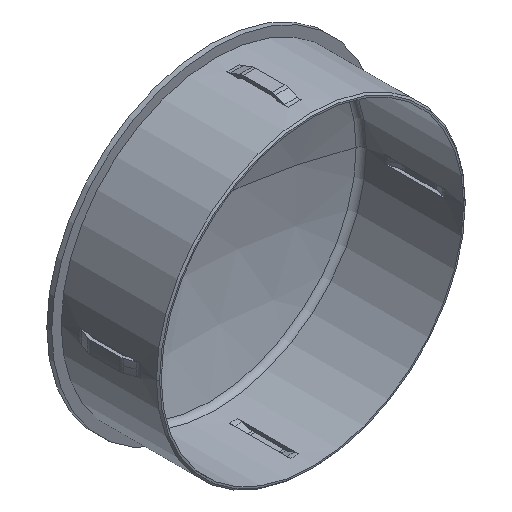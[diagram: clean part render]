
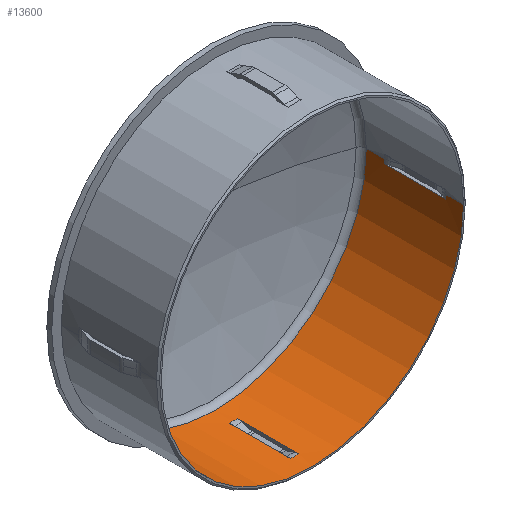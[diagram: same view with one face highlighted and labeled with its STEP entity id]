
A CAD part, isometric view. The second image highlights one B-rep face of the part: STEP entity #13600.
In plain terms, the highlighted cylindrical face has radius 46.85 mm (diameter 93.7 mm), a partial arc.
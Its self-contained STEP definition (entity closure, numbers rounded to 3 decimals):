
#213 = AXIS2_PLACEMENT_3D ( 'NONE', #5253, #8708, #14393 ) ;
#286 = CARTESIAN_POINT ( 'NONE',  ( -1.25, 5.5, -46.833 ) ) ;
#315 = CARTESIAN_POINT ( 'NONE',  ( 0., 5.5, 0. ) ) ;
#432 = CARTESIAN_POINT ( 'NONE',  ( 46.833, 24.5, -1.25 ) ) ;
#597 = DIRECTION ( 'NONE',  ( 0., -1., 0. ) ) ;
#603 = CARTESIAN_POINT ( 'NONE',  ( 46.85, 0., 0. ) ) ;
#668 = CARTESIAN_POINT ( 'NONE',  ( -46.833, 5.5, -1.25 ) ) ;
#695 = DIRECTION ( 'NONE',  ( 0., -1., 0. ) ) ;
#996 = LINE ( 'NONE', #10839, #3719 ) ;
#1116 = CARTESIAN_POINT ( 'NONE',  ( -46.85, 30.151, 0. ) ) ;
#1135 = CARTESIAN_POINT ( 'NONE',  ( -46.85, 5.5, 0. ) ) ;
#1277 = ORIENTED_EDGE ( 'NONE', *, *, #12671, .T. ) ;
#1664 = AXIS2_PLACEMENT_3D ( 'NONE', #5255, #597, #7555 ) ;
#1708 = LINE ( 'NONE', #1800, #12639 ) ;
#1800 = CARTESIAN_POINT ( 'NONE',  ( -46.85, 40.5, 0. ) ) ;
#1847 = EDGE_CURVE ( 'NONE', #11582, #13779, #1708, .T. ) ;
#1910 = LINE ( 'NONE', #4373, #4612 ) ;
#1987 = VERTEX_POINT ( 'NONE', #6735 ) ;
#2013 = EDGE_CURVE ( 'NONE', #11281, #3553, #5647, .T. ) ;
#2052 = ORIENTED_EDGE ( 'NONE', *, *, #5012, .F. ) ;
#2092 = ORIENTED_EDGE ( 'NONE', *, *, #7892, .F. ) ;
#2139 = EDGE_CURVE ( 'NONE', #13779, #8013, #8360, .T. ) ;
#2292 = ORIENTED_EDGE ( 'NONE', *, *, #12465, .T. ) ;
#2430 = AXIS2_PLACEMENT_3D ( 'NONE', #8826, #11097, #6665 ) ;
#2472 = DIRECTION ( 'NONE',  ( 0., -1., 0. ) ) ;
#2519 = CARTESIAN_POINT ( 'NONE',  ( -1.25, 24.5, -46.833 ) ) ;
#2524 = CIRCLE ( 'NONE', #1664, 46.85 ) ;
#2573 = DIRECTION ( 'NONE',  ( 1., 0., 0. ) ) ;
#2623 = CARTESIAN_POINT ( 'NONE',  ( -46.85, 40.5, 0. ) ) ;
#2736 = CARTESIAN_POINT ( 'NONE',  ( 0., 24.5, 0. ) ) ;
#2797 = CARTESIAN_POINT ( 'NONE',  ( 0., 24.5, 0. ) ) ;
#2833 = DIRECTION ( 'NONE',  ( 0., -1., 0. ) ) ;
#2920 = CARTESIAN_POINT ( 'NONE',  ( 46.833, 5.5, -1.25 ) ) ;
#3011 = CARTESIAN_POINT ( 'NONE',  ( 46.85, 40.5, 0. ) ) ;
#3553 = VERTEX_POINT ( 'NONE', #286 ) ;
#3638 = VERTEX_POINT ( 'NONE', #432 ) ;
#3655 = DIRECTION ( 'NONE',  ( 0., -1., 0. ) ) ;
#3690 = CARTESIAN_POINT ( 'NONE',  ( -46.85, 0., 0. ) ) ;
#3719 = VECTOR ( 'NONE', #2833, 1000. ) ;
#3841 = DIRECTION ( 'NONE',  ( 0., -1., 0. ) ) ;
#3948 = DIRECTION ( 'NONE',  ( 1., 0., 0. ) ) ;
#4068 = AXIS2_PLACEMENT_3D ( 'NONE', #6400, #695, #5211 ) ;
#4078 = CARTESIAN_POINT ( 'NONE',  ( 0., 30.151, 0. ) ) ;
#4161 = CIRCLE ( 'NONE', #10934, 46.85 ) ;
#4178 = ORIENTED_EDGE ( 'NONE', *, *, #1847, .T. ) ;
#4231 = VERTEX_POINT ( 'NONE', #668 ) ;
#4373 = CARTESIAN_POINT ( 'NONE',  ( 1.25, 95.879, -46.833 ) ) ;
#4608 = AXIS2_PLACEMENT_3D ( 'NONE', #2736, #9422, #2573 ) ;
#4612 = VECTOR ( 'NONE', #5795, 1000. ) ;
#4980 = LINE ( 'NONE', #9864, #7300 ) ;
#5012 = EDGE_CURVE ( 'NONE', #12226, #8673, #8047, .T. ) ;
#5042 = FACE_OUTER_BOUND ( 'NONE', #12154, .T. ) ;
#5211 = DIRECTION ( 'NONE',  ( 1., 0., 0. ) ) ;
#5218 = VECTOR ( 'NONE', #8617, 1000. ) ;
#5253 = CARTESIAN_POINT ( 'NONE',  ( 0., 0., 0. ) ) ;
#5255 = CARTESIAN_POINT ( 'NONE',  ( 0., 5.5, 0. ) ) ;
#5409 = ORIENTED_EDGE ( 'NONE', *, *, #7847, .T. ) ;
#5531 = ORIENTED_EDGE ( 'NONE', *, *, #2139, .T. ) ;
#5647 = LINE ( 'NONE', #12550, #11344 ) ;
#5795 = DIRECTION ( 'NONE',  ( 0., -1., 0. ) ) ;
#6108 = FACE_BOUND ( 'NONE', #11503, .T. ) ;
#6236 = CARTESIAN_POINT ( 'NONE',  ( 1.25, 24.5, -46.833 ) ) ;
#6364 = EDGE_CURVE ( 'NONE', #3638, #12861, #4980, .T. ) ;
#6400 = CARTESIAN_POINT ( 'NONE',  ( 0., 5.5, 0. ) ) ;
#6552 = EDGE_CURVE ( 'NONE', #1987, #14352, #14454, .T. ) ;
#6637 = DIRECTION ( 'NONE',  ( 0., -1., 0. ) ) ;
#6665 = DIRECTION ( 'NONE',  ( 1., 0., 0. ) ) ;
#6679 = DIRECTION ( 'NONE',  ( 1., 0., 0. ) ) ;
#6735 = CARTESIAN_POINT ( 'NONE',  ( -46.85, 24.5, 0. ) ) ;
#6855 = AXIS2_PLACEMENT_3D ( 'NONE', #4078, #12053, #14412 ) ;
#7300 = VECTOR ( 'NONE', #3655, 1000. ) ;
#7480 = ORIENTED_EDGE ( 'NONE', *, *, #8645, .T. ) ;
#7519 = VERTEX_POINT ( 'NONE', #6236 ) ;
#7536 = CIRCLE ( 'NONE', #4068, 46.85 ) ;
#7555 = DIRECTION ( 'NONE',  ( 1., 0., 0. ) ) ;
#7847 = EDGE_CURVE ( 'NONE', #12226, #1987, #10477, .T. ) ;
#7888 = LINE ( 'NONE', #3011, #5218 ) ;
#7892 = EDGE_CURVE ( 'NONE', #8101, #8013, #996, .T. ) ;
#8013 = VERTEX_POINT ( 'NONE', #603 ) ;
#8047 = CIRCLE ( 'NONE', #6855, 46.85 ) ;
#8048 = DIRECTION ( 'NONE',  ( 0., -1., 0. ) ) ;
#8101 = VERTEX_POINT ( 'NONE', #8303 ) ;
#8230 = ORIENTED_EDGE ( 'NONE', *, *, #6552, .T. ) ;
#8303 = CARTESIAN_POINT ( 'NONE',  ( 46.85, 5.5, 0. ) ) ;
#8360 = CIRCLE ( 'NONE', #213, 46.85 ) ;
#8393 = DIRECTION ( 'NONE',  ( 1., 0., 0. ) ) ;
#8444 = DIRECTION ( 'NONE',  ( 0., -1., 0. ) ) ;
#8543 = VECTOR ( 'NONE', #8444, 1000. ) ;
#8562 = CARTESIAN_POINT ( 'NONE',  ( -46.833, 24.5, -1.25 ) ) ;
#8617 = DIRECTION ( 'NONE',  ( 0., -1., 0. ) ) ;
#8645 = EDGE_CURVE ( 'NONE', #3638, #10538, #8968, .T. ) ;
#8673 = VERTEX_POINT ( 'NONE', #10591 ) ;
#8708 = DIRECTION ( 'NONE',  ( 0., -1., 0. ) ) ;
#8826 = CARTESIAN_POINT ( 'NONE',  ( 0., 40.5, 0. ) ) ;
#8968 = CIRCLE ( 'NONE', #4608, 46.85 ) ;
#9229 = AXIS2_PLACEMENT_3D ( 'NONE', #315, #3841, #8393 ) ;
#9422 = DIRECTION ( 'NONE',  ( 0., -1., 0. ) ) ;
#9619 = ORIENTED_EDGE ( 'NONE', *, *, #6364, .F. ) ;
#9696 = ORIENTED_EDGE ( 'NONE', *, *, #14506, .F. ) ;
#9864 = CARTESIAN_POINT ( 'NONE',  ( 46.833, 95.879, -1.25 ) ) ;
#9991 = ORIENTED_EDGE ( 'NONE', *, *, #14489, .F. ) ;
#10047 = ORIENTED_EDGE ( 'NONE', *, *, #13881, .T. ) ;
#10264 = EDGE_CURVE ( 'NONE', #12861, #8101, #14105, .T. ) ;
#10477 = LINE ( 'NONE', #2623, #10826 ) ;
#10538 = VERTEX_POINT ( 'NONE', #11440 ) ;
#10591 = CARTESIAN_POINT ( 'NONE',  ( 46.85, 30.151, 0. ) ) ;
#10763 = DIRECTION ( 'NONE',  ( 0., -1., 0. ) ) ;
#10781 = ORIENTED_EDGE ( 'NONE', *, *, #14484, .F. ) ;
#10826 = VECTOR ( 'NONE', #2472, 1000. ) ;
#10839 = CARTESIAN_POINT ( 'NONE',  ( 46.85, 40.5, 0. ) ) ;
#10934 = AXIS2_PLACEMENT_3D ( 'NONE', #13455, #6637, #6679 ) ;
#11097 = DIRECTION ( 'NONE',  ( 0., -1., 0. ) ) ;
#11255 = ORIENTED_EDGE ( 'NONE', *, *, #10264, .F. ) ;
#11281 = VERTEX_POINT ( 'NONE', #2519 ) ;
#11344 = VECTOR ( 'NONE', #8048, 1000. ) ;
#11440 = CARTESIAN_POINT ( 'NONE',  ( 46.85, 24.5, 0. ) ) ;
#11503 = EDGE_LOOP ( 'NONE', ( #9696, #14651, #10047, #1277 ) ) ;
#11582 = VERTEX_POINT ( 'NONE', #1135 ) ;
#11814 = CYLINDRICAL_SURFACE ( 'NONE', #2430, 46.85 ) ;
#12053 = DIRECTION ( 'NONE',  ( 0., -1., 0. ) ) ;
#12154 = EDGE_LOOP ( 'NONE', ( #2052, #5409, #8230, #2292, #9991, #4178, #5531, #2092, #11255, #9619, #7480, #10781 ) ) ;
#12226 = VERTEX_POINT ( 'NONE', #1116 ) ;
#12465 = EDGE_CURVE ( 'NONE', #14352, #4231, #12654, .T. ) ;
#12550 = CARTESIAN_POINT ( 'NONE',  ( -1.25, 95.879, -46.833 ) ) ;
#12639 = VECTOR ( 'NONE', #14499, 1000. ) ;
#12654 = LINE ( 'NONE', #13182, #8543 ) ;
#12671 = EDGE_CURVE ( 'NONE', #7519, #13170, #1910, .T. ) ;
#12697 = CARTESIAN_POINT ( 'NONE',  ( 1.25, 5.5, -46.833 ) ) ;
#12861 = VERTEX_POINT ( 'NONE', #2920 ) ;
#13170 = VERTEX_POINT ( 'NONE', #12697 ) ;
#13182 = CARTESIAN_POINT ( 'NONE',  ( -46.833, 95.879, -1.25 ) ) ;
#13455 = CARTESIAN_POINT ( 'NONE',  ( 0., 24.5, 0. ) ) ;
#13600 = ADVANCED_FACE ( 'NONE', ( #6108, #5042 ), #11814, .F. ) ;
#13779 = VERTEX_POINT ( 'NONE', #3690 ) ;
#13881 = EDGE_CURVE ( 'NONE', #11281, #7519, #4161, .T. ) ;
#13947 = AXIS2_PLACEMENT_3D ( 'NONE', #2797, #10763, #3948 ) ;
#14105 = CIRCLE ( 'NONE', #9229, 46.85 ) ;
#14352 = VERTEX_POINT ( 'NONE', #8562 ) ;
#14393 = DIRECTION ( 'NONE',  ( 1., 0., 0. ) ) ;
#14412 = DIRECTION ( 'NONE',  ( 1., 0., 0. ) ) ;
#14454 = CIRCLE ( 'NONE', #13947, 46.85 ) ;
#14484 = EDGE_CURVE ( 'NONE', #8673, #10538, #7888, .T. ) ;
#14489 = EDGE_CURVE ( 'NONE', #11582, #4231, #2524, .T. ) ;
#14499 = DIRECTION ( 'NONE',  ( 0., -1., 0. ) ) ;
#14506 = EDGE_CURVE ( 'NONE', #3553, #13170, #7536, .T. ) ;
#14651 = ORIENTED_EDGE ( 'NONE', *, *, #2013, .F. ) ;
